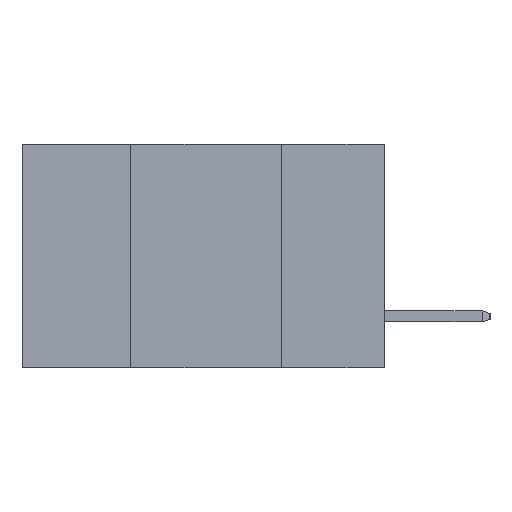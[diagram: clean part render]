
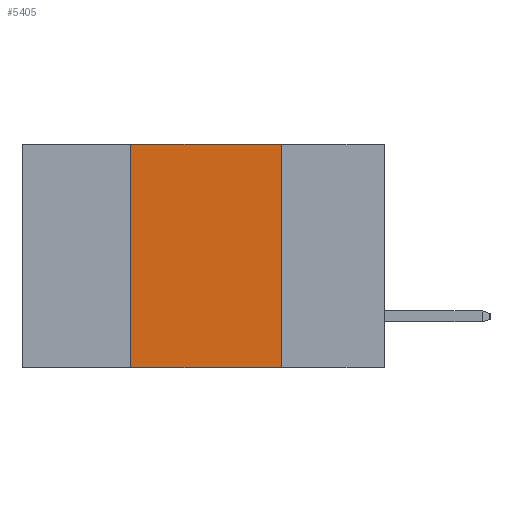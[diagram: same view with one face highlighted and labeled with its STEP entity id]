
A CAD part, left-side view. The second image highlights one B-rep face of the part: STEP entity #5405.
In plain terms, the highlighted planar face has unit normal (-1, 0, 0).
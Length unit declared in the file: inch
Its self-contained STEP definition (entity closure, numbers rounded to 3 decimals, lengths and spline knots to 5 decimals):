
#1429 = CARTESIAN_POINT ( 'NONE',  ( 0., 0.42, 0. ) ) ;
#4972 = VECTOR ( 'NONE', #25454, 39.37008 ) ;
#5050 = VERTEX_POINT ( 'NONE', #7518 ) ;
#5055 = CARTESIAN_POINT ( 'NONE',  ( 0., 0.17, 0. ) ) ;
#5385 = EDGE_LOOP ( 'NONE', ( #19553, #9976, #20197, #25700 ) ) ;
#5405 = ADVANCED_FACE ( 'NONE', ( #16914 ), #23148, .F. ) ;
#5513 = LINE ( 'NONE', #20141, #20813 ) ;
#5573 = VERTEX_POINT ( 'NONE', #24694 ) ;
#5931 = AXIS2_PLACEMENT_3D ( 'NONE', #21735, #14745, #13500 ) ;
#6226 = DIRECTION ( 'NONE',  ( 0., -1., 0. ) ) ;
#7150 = DIRECTION ( 'NONE',  ( 0., 0., -1. ) ) ;
#7518 = CARTESIAN_POINT ( 'NONE',  ( 0., 0.17, 0. ) ) ;
#9976 = ORIENTED_EDGE ( 'NONE', *, *, #22260, .F. ) ;
#13439 = LINE ( 'NONE', #5055, #23314 ) ;
#13500 = DIRECTION ( 'NONE',  ( 0., 0., -1. ) ) ;
#14745 = DIRECTION ( 'NONE',  ( 1., 0., 0. ) ) ;
#14786 = EDGE_CURVE ( 'NONE', #22711, #5573, #20856, .T. ) ;
#15036 = CARTESIAN_POINT ( 'NONE',  ( 0., 0.42, -0.37 ) ) ;
#15524 = DIRECTION ( 'NONE',  ( 0., 0., 1. ) ) ;
#15628 = LINE ( 'NONE', #23531, #4972 ) ;
#16837 = VECTOR ( 'NONE', #15524, 39.37008 ) ;
#16914 = FACE_OUTER_BOUND ( 'NONE', #5385, .T. ) ;
#18773 = EDGE_CURVE ( 'NONE', #22711, #21390, #5513, .T. ) ;
#19553 = ORIENTED_EDGE ( 'NONE', *, *, #24012, .F. ) ;
#20141 = CARTESIAN_POINT ( 'NONE',  ( 0., 0.6, -0.37 ) ) ;
#20197 = ORIENTED_EDGE ( 'NONE', *, *, #14786, .F. ) ;
#20371 = CARTESIAN_POINT ( 'NONE',  ( 0., 0.17, -0.37 ) ) ;
#20813 = VECTOR ( 'NONE', #6226, 39.37008 ) ;
#20856 = LINE ( 'NONE', #1429, #16837 ) ;
#21390 = VERTEX_POINT ( 'NONE', #20371 ) ;
#21735 = CARTESIAN_POINT ( 'NONE',  ( 0., 0.6, 0. ) ) ;
#22260 = EDGE_CURVE ( 'NONE', #5573, #5050, #15628, .T. ) ;
#22711 = VERTEX_POINT ( 'NONE', #15036 ) ;
#23148 = PLANE ( 'NONE',  #5931 ) ;
#23314 = VECTOR ( 'NONE', #7150, 39.37008 ) ;
#23531 = CARTESIAN_POINT ( 'NONE',  ( 0., 0.6, 0. ) ) ;
#24012 = EDGE_CURVE ( 'NONE', #5050, #21390, #13439, .T. ) ;
#24694 = CARTESIAN_POINT ( 'NONE',  ( 0., 0.42, 0. ) ) ;
#25454 = DIRECTION ( 'NONE',  ( 0., -1., 0. ) ) ;
#25700 = ORIENTED_EDGE ( 'NONE', *, *, #18773, .T. ) ;
